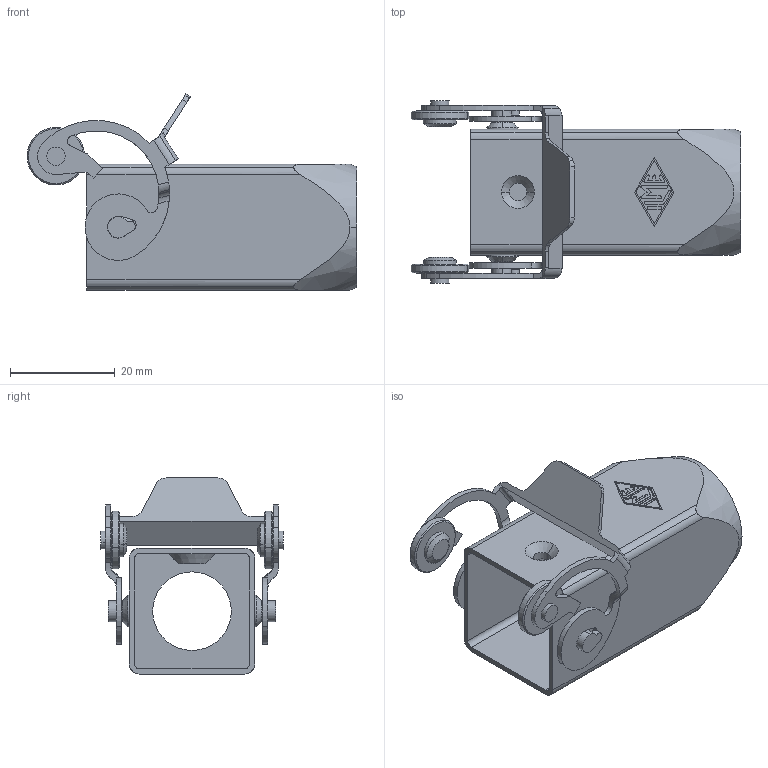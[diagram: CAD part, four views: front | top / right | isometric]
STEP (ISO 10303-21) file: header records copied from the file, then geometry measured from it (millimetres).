
FILE_DESCRIPTION((''),'2;1');
FILE_NAME('MKAXS VG20.stp','2006-12-07T10:37:35',('gembarski'),(''),'Autodesk Inventor 7','Autodesk Inventor 7','');
FILE_SCHEMA(('AUTOMOTIVE_DESIGN { 1 0 10303 214 1 1 1 1 }'));
Length unit declared in the file: millimetre
Products named in the file (1): MKAXS VG20
Bounding box: 62.88 x 34.9 x 37.42 mm (x, y, z)
Volume: 7962.6 mm3; surface area: 12199.3 mm2
Topology: 2 solids, 2 shells, 237 faces, 621 edges, 406 vertices
Faces by surface type: cylinder 90, plane 81, bspline 45, cone 21
Entity records: 7849 total; most frequent: CARTESIAN_POINT 2010, ORIENTED_EDGE 1242, DIRECTION 1187, EDGE_CURVE 621, AXIS2_PLACEMENT_3D 421, VERTEX_POINT 406, VECTOR 345, LINE 345
